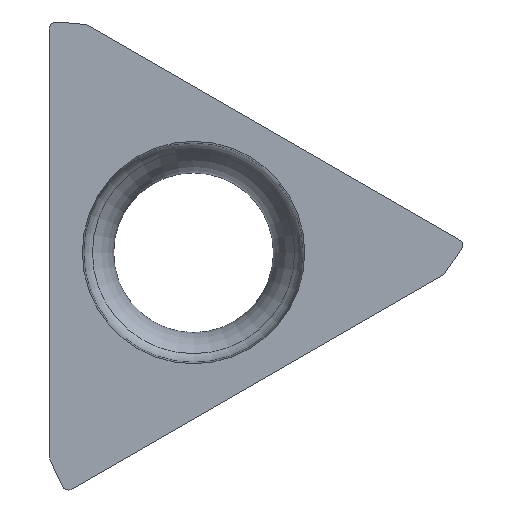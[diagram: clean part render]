
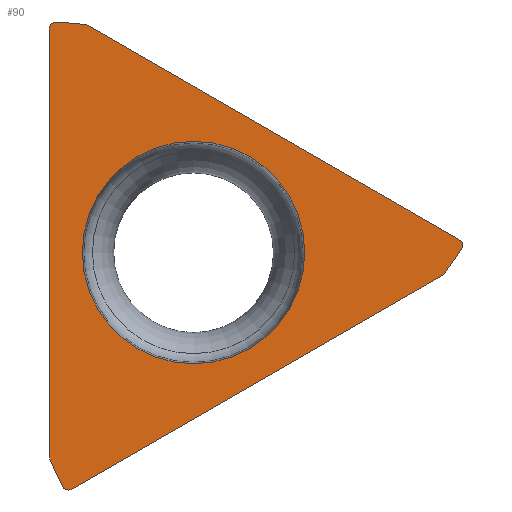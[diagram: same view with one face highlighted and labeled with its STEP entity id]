
A CAD part, top view. The second image highlights one B-rep face of the part: STEP entity #90.
In plain terms, the highlighted planar face has unit normal (0, 0, 1).
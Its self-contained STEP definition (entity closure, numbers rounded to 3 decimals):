
#45=ELLIPSE('',#376,0.106,0.1);
#47=ELLIPSE('',#379,0.111,0.1);
#49=ELLIPSE('',#382,0.106,0.1);
#51=ELLIPSE('',#385,0.111,0.1);
#53=ELLIPSE('',#388,0.106,0.1);
#55=ELLIPSE('',#391,0.111,0.1);
#65=FACE_BOUND('',#132,.T.);
#66=FACE_BOUND('',#133,.T.);
#70=CIRCLE('',#370,1.531);
#90=ADVANCED_FACE('',(#65,#66),#98,.T.);
#98=PLANE('',#399);
#132=EDGE_LOOP('',(#192));
#133=EDGE_LOOP('',(#193,#194,#195,#196,#197,#198,#199,#200,#201,#202,#203,
#204));
#192=ORIENTED_EDGE('',*,*,#260,.F.);
#193=ORIENTED_EDGE('',*,*,#278,.F.);
#194=ORIENTED_EDGE('',*,*,#253,.F.);
#195=ORIENTED_EDGE('',*,*,#276,.F.);
#196=ORIENTED_EDGE('',*,*,#263,.F.);
#197=ORIENTED_EDGE('',*,*,#274,.F.);
#198=ORIENTED_EDGE('',*,*,#258,.T.);
#199=ORIENTED_EDGE('',*,*,#284,.F.);
#200=ORIENTED_EDGE('',*,*,#267,.F.);
#201=ORIENTED_EDGE('',*,*,#282,.F.);
#202=ORIENTED_EDGE('',*,*,#250,.T.);
#203=ORIENTED_EDGE('',*,*,#280,.F.);
#204=ORIENTED_EDGE('',*,*,#271,.F.);
#218=VERTEX_POINT('',#582);
#221=VERTEX_POINT('',#587);
#224=VERTEX_POINT('',#594);
#225=VERTEX_POINT('',#596);
#226=VERTEX_POINT('',#600);
#229=VERTEX_POINT('',#605);
#231=VERTEX_POINT('',#611);
#234=VERTEX_POINT('',#617);
#235=VERTEX_POINT('',#619);
#238=VERTEX_POINT('',#626);
#239=VERTEX_POINT('',#628);
#242=VERTEX_POINT('',#635);
#243=VERTEX_POINT('',#637);
#250=EDGE_CURVE('',#218,#221,#291,.T.);
#253=EDGE_CURVE('',#224,#225,#294,.T.);
#258=EDGE_CURVE('',#226,#229,#299,.T.);
#260=EDGE_CURVE('',#231,#231,#70,.T.);
#263=EDGE_CURVE('',#234,#235,#302,.T.);
#267=EDGE_CURVE('',#238,#239,#306,.T.);
#271=EDGE_CURVE('',#242,#243,#310,.T.);
#274=EDGE_CURVE('',#226,#234,#45,.T.);
#276=EDGE_CURVE('',#235,#224,#47,.T.);
#278=EDGE_CURVE('',#225,#242,#49,.T.);
#280=EDGE_CURVE('',#243,#221,#51,.T.);
#282=EDGE_CURVE('',#218,#238,#53,.T.);
#284=EDGE_CURVE('',#239,#229,#55,.T.);
#291=LINE('',#588,#315);
#294=LINE('',#595,#318);
#299=LINE('',#606,#323);
#302=LINE('',#618,#326);
#306=LINE('',#627,#330);
#310=LINE('',#636,#334);
#315=VECTOR('',#410,1.);
#318=VECTOR('',#415,1.);
#323=VECTOR('',#422,1.);
#326=VECTOR('',#433,1.);
#330=VECTOR('',#439,1.);
#334=VECTOR('',#445,1.);
#370=AXIS2_PLACEMENT_3D('',#610,#427,#428);
#376=AXIS2_PLACEMENT_3D('',#641,#451,#452);
#379=AXIS2_PLACEMENT_3D('',#644,#457,#458);
#382=AXIS2_PLACEMENT_3D('',#647,#463,#464);
#385=AXIS2_PLACEMENT_3D('',#650,#469,#470);
#388=AXIS2_PLACEMENT_3D('',#653,#475,#476);
#391=AXIS2_PLACEMENT_3D('',#656,#481,#482);
#399=AXIS2_PLACEMENT_3D('',#667,#497,#498);
#410=DIRECTION('',(0.,-1.,0.));
#415=DIRECTION('',(-0.866,-0.5,0.));
#422=DIRECTION('',(-0.866,0.5,0.));
#427=DIRECTION('',(0.,0.,1.));
#428=DIRECTION('',(1.,0.,0.));
#433=DIRECTION('',(-0.574,-0.819,0.));
#439=DIRECTION('',(0.996,-0.087,0.));
#445=DIRECTION('',(-0.423,0.906,0.));
#451=DIRECTION('',(0.,0.,-1.));
#452=DIRECTION('',(-0.988,0.154,0.));
#457=DIRECTION('',(0.,0.,-1.));
#458=DIRECTION('',(0.966,0.26,0.));
#463=DIRECTION('',(0.,0.,-1.));
#464=DIRECTION('',(0.627,0.779,0.));
#469=DIRECTION('',(0.,0.,-1.));
#470=DIRECTION('',(-0.258,-0.966,0.));
#475=DIRECTION('',(0.,0.,-1.));
#476=DIRECTION('',(0.361,-0.933,0.));
#481=DIRECTION('',(0.,0.,-1.));
#482=DIRECTION('',(-0.708,0.706,0.));
#497=DIRECTION('',(0.,0.,1.));
#498=DIRECTION('',(1.,0.,0.));
#582=CARTESIAN_POINT('',(-1.985,3.073,0.));
#587=CARTESIAN_POINT('',(-1.985,-2.811,0.));
#588=CARTESIAN_POINT('',(-1.985,-7.722,0.));
#594=CARTESIAN_POINT('',(3.427,-0.314,0.));
#595=CARTESIAN_POINT('',(2.369,-0.924,0.));
#596=CARTESIAN_POINT('',(-1.669,-3.256,0.));
#600=CARTESIAN_POINT('',(3.654,0.183,0.));
#605=CARTESIAN_POINT('',(-1.442,3.125,0.));
#606=CARTESIAN_POINT('',(-5.695,5.58,0.));
#610=CARTESIAN_POINT('',(0.,0.,0.));
#611=CARTESIAN_POINT('',(1.531,0.,0.));
#617=CARTESIAN_POINT('',(3.688,0.041,0.));
#618=CARTESIAN_POINT('',(3.482,-0.253,0.));
#619=CARTESIAN_POINT('',(3.463,-0.28,0.));
#626=CARTESIAN_POINT('',(-1.88,3.174,0.));
#627=CARTESIAN_POINT('',(-1.483,3.139,0.));
#628=CARTESIAN_POINT('',(-1.489,3.14,0.));
#635=CARTESIAN_POINT('',(-1.809,-3.215,0.));
#636=CARTESIAN_POINT('',(-1.962,-2.885,0.));
#637=CARTESIAN_POINT('',(-1.975,-2.859,0.));
#641=CARTESIAN_POINT('',(3.6,0.097,0.));
#644=CARTESIAN_POINT('',(3.372,-0.229,0.));
#647=CARTESIAN_POINT('',(-1.716,-3.166,0.));
#650=CARTESIAN_POINT('',(-1.884,-2.805,0.));
#653=CARTESIAN_POINT('',(-1.884,3.069,0.));
#656=CARTESIAN_POINT('',(-1.487,3.034,0.));
#667=CARTESIAN_POINT('',(0.,0.,0.));
